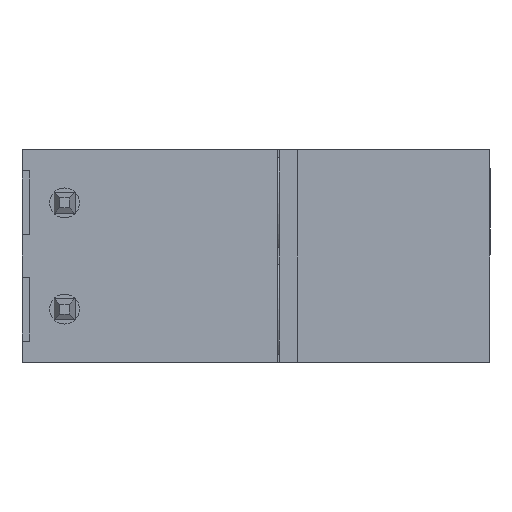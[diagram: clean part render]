
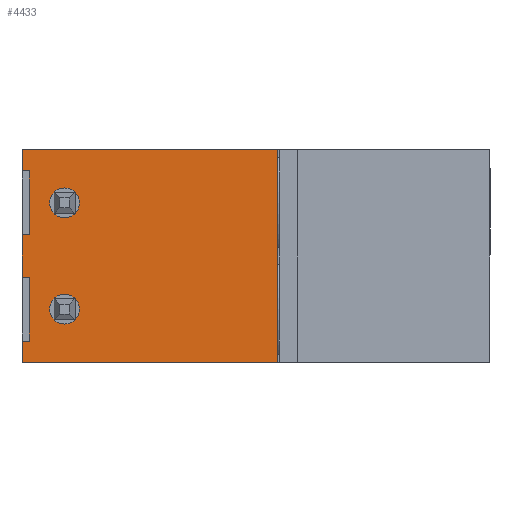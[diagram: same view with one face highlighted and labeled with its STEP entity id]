
A CAD part, front view. The second image highlights one B-rep face of the part: STEP entity #4433.
In plain terms, the highlighted planar face has unit normal (0, -1, 0).
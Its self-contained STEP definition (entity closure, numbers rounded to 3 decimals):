
#19 = CARTESIAN_POINT ( 'NONE',  ( -48.727, -1.34, -4. ) ) ;
#112 = FACE_BOUND ( 'NONE', #7271, .T. ) ;
#122 = AXIS2_PLACEMENT_3D ( 'NONE', #4712, #468, #5425 ) ;
#197 = VERTEX_POINT ( 'NONE', #1820 ) ;
#468 = DIRECTION ( 'NONE',  ( 0., 1., 0. ) ) ;
#488 = DIRECTION ( 'NONE',  ( 1., 0., 0. ) ) ;
#569 = ORIENTED_EDGE ( 'NONE', *, *, #9122, .F. ) ;
#597 = EDGE_CURVE ( 'NONE', #3099, #5902, #1008, .T. ) ;
#605 = EDGE_CURVE ( 'NONE', #5902, #2317, #6448, .T. ) ;
#611 = AXIS2_PLACEMENT_3D ( 'NONE', #3734, #8659, #4450 ) ;
#715 = VECTOR ( 'NONE', #4672, 1000. ) ;
#735 = EDGE_CURVE ( 'NONE', #197, #8808, #8626, .T. ) ;
#796 = VECTOR ( 'NONE', #6334, 1000. ) ;
#1008 = LINE ( 'NONE', #8418, #4559 ) ;
#1016 = CARTESIAN_POINT ( 'NONE',  ( -11.75, -1.34, -2.5 ) ) ;
#1192 = CARTESIAN_POINT ( 'NONE',  ( -11.75, -1.34, -4. ) ) ;
#1231 = CIRCLE ( 'NONE', #611, 0.7 ) ;
#1236 = LINE ( 'NONE', #19, #2894 ) ;
#1276 = LINE ( 'NONE', #2848, #3160 ) ;
#1277 = DIRECTION ( 'NONE',  ( 0., 1., 0. ) ) ;
#1376 = AXIS2_PLACEMENT_3D ( 'NONE', #7873, #3651, #8576 ) ;
#1385 = VECTOR ( 'NONE', #8819, 1000. ) ;
#1390 = VERTEX_POINT ( 'NONE', #2861 ) ;
#1408 = DIRECTION ( 'NONE',  ( 1., 0., 0. ) ) ;
#1431 = ORIENTED_EDGE ( 'NONE', *, *, #7380, .T. ) ;
#1591 = CARTESIAN_POINT ( 'NONE',  ( -12.1, -1.34, -6. ) ) ;
#1632 = ORIENTED_EDGE ( 'NONE', *, *, #8926, .T. ) ;
#1646 = EDGE_CURVE ( 'NONE', #1802, #3244, #3009, .T. ) ;
#1718 = LINE ( 'NONE', #6379, #8338 ) ;
#1772 = CARTESIAN_POINT ( 'NONE',  ( -10.1, -1.34, -6.8 ) ) ;
#1802 = VERTEX_POINT ( 'NONE', #1591 ) ;
#1820 = CARTESIAN_POINT ( 'NONE',  ( -11.75, -1.34, -1. ) ) ;
#1886 = ORIENTED_EDGE ( 'NONE', *, *, #4292, .T. ) ;
#1967 = CARTESIAN_POINT ( 'NONE',  ( -12.1, -1.34, -4. ) ) ;
#2039 = LINE ( 'NONE', #4423, #5602 ) ;
#2055 = ORIENTED_EDGE ( 'NONE', *, *, #7104, .T. ) ;
#2208 = VERTEX_POINT ( 'NONE', #6776 ) ;
#2317 = VERTEX_POINT ( 'NONE', #2726 ) ;
#2335 = VECTOR ( 'NONE', #8231, 1000. ) ;
#2476 = PLANE ( 'NONE',  #8657 ) ;
#2601 = LINE ( 'NONE', #7466, #715 ) ;
#2659 = ORIENTED_EDGE ( 'NONE', *, *, #605, .T. ) ;
#2726 = CARTESIAN_POINT ( 'NONE',  ( -12.1, -1.34, 0. ) ) ;
#2788 = VECTOR ( 'NONE', #488, 1000. ) ;
#2848 = CARTESIAN_POINT ( 'NONE',  ( -48.727, -1.34, -1. ) ) ;
#2861 = CARTESIAN_POINT ( 'NONE',  ( -10.1, -1.34, -8.2 ) ) ;
#2894 = VECTOR ( 'NONE', #4968, 1000. ) ;
#2960 = ORIENTED_EDGE ( 'NONE', *, *, #8153, .T. ) ;
#3009 = LINE ( 'NONE', #7784, #6556 ) ;
#3099 = VERTEX_POINT ( 'NONE', #6128 ) ;
#3160 = VECTOR ( 'NONE', #3573, 1000. ) ;
#3198 = DIRECTION ( 'NONE',  ( 0., 0., -1. ) ) ;
#3244 = VERTEX_POINT ( 'NONE', #5798 ) ;
#3272 = ORIENTED_EDGE ( 'NONE', *, *, #7221, .T. ) ;
#3303 = AXIS2_PLACEMENT_3D ( 'NONE', #5525, #1277, #6229 ) ;
#3535 = DIRECTION ( 'NONE',  ( 0., 0., -1. ) ) ;
#3573 = DIRECTION ( 'NONE',  ( 1., 0., 0. ) ) ;
#3651 = DIRECTION ( 'NONE',  ( 0., 1., 0. ) ) ;
#3652 = VERTEX_POINT ( 'NONE', #1772 ) ;
#3670 = FACE_OUTER_BOUND ( 'NONE', #5852, .T. ) ;
#3734 = CARTESIAN_POINT ( 'NONE',  ( -10.1, -1.34, -2.5 ) ) ;
#3874 = VERTEX_POINT ( 'NONE', #8756 ) ;
#3885 = FACE_BOUND ( 'NONE', #4407, .T. ) ;
#3896 = CARTESIAN_POINT ( 'NONE',  ( -11.75, -1.34, -2.5 ) ) ;
#3916 = CIRCLE ( 'NONE', #122, 0.7 ) ;
#4023 = CARTESIAN_POINT ( 'NONE',  ( -48.727, -1.34, -9. ) ) ;
#4053 = CARTESIAN_POINT ( 'NONE',  ( -12.1, -1.34, -10. ) ) ;
#4096 = VERTEX_POINT ( 'NONE', #4053 ) ;
#4292 = EDGE_CURVE ( 'NONE', #4472, #3874, #1231, .T. ) ;
#4407 = EDGE_LOOP ( 'NONE', ( #4446, #2960 ) ) ;
#4423 = CARTESIAN_POINT ( 'NONE',  ( -12.1, -1.34, -2.5 ) ) ;
#4433 = ADVANCED_FACE ( 'NONE', ( #3670, #3885, #112 ), #2476, .T. ) ;
#4446 = ORIENTED_EDGE ( 'NONE', *, *, #8453, .T. ) ;
#4450 = DIRECTION ( 'NONE',  ( 0., 0., -1. ) ) ;
#4472 = VERTEX_POINT ( 'NONE', #6781 ) ;
#4559 = VECTOR ( 'NONE', #9100, 1000. ) ;
#4672 = DIRECTION ( 'NONE',  ( 0., 0., 1. ) ) ;
#4712 = CARTESIAN_POINT ( 'NONE',  ( -10.1, -1.34, -7.5 ) ) ;
#4840 = VERTEX_POINT ( 'NONE', #5736 ) ;
#4968 = DIRECTION ( 'NONE',  ( 1., 0., 0. ) ) ;
#5150 = LINE ( 'NONE', #3896, #1385 ) ;
#5408 = CIRCLE ( 'NONE', #3303, 0.7 ) ;
#5425 = DIRECTION ( 'NONE',  ( 0., 0., -1. ) ) ;
#5525 = CARTESIAN_POINT ( 'NONE',  ( -10.1, -1.34, -2.5 ) ) ;
#5602 = VECTOR ( 'NONE', #7228, 1000. ) ;
#5736 = CARTESIAN_POINT ( 'NONE',  ( -12.1, -1.34, -9. ) ) ;
#5798 = CARTESIAN_POINT ( 'NONE',  ( -11.75, -1.34, -6. ) ) ;
#5852 = EDGE_LOOP ( 'NONE', ( #8740, #1632, #8076, #2659, #3272, #8753, #7385, #569, #2055, #7920, #1431, #6815 ) ) ;
#5902 = VERTEX_POINT ( 'NONE', #6173 ) ;
#5940 = EDGE_CURVE ( 'NONE', #3874, #4472, #5408, .T. ) ;
#5985 = CARTESIAN_POINT ( 'NONE',  ( -10.6, -1.34, -2.5 ) ) ;
#6116 = LINE ( 'NONE', #4023, #2335 ) ;
#6128 = CARTESIAN_POINT ( 'NONE',  ( -0.1, -1.34, -10. ) ) ;
#6173 = CARTESIAN_POINT ( 'NONE',  ( -0.1, -1.34, 0. ) ) ;
#6229 = DIRECTION ( 'NONE',  ( 0., 0., -1. ) ) ;
#6256 = VERTEX_POINT ( 'NONE', #7768 ) ;
#6334 = DIRECTION ( 'NONE',  ( -1., 0., 0. ) ) ;
#6379 = CARTESIAN_POINT ( 'NONE',  ( -12.1, -1.34, -2.5 ) ) ;
#6448 = LINE ( 'NONE', #7030, #796 ) ;
#6556 = VECTOR ( 'NONE', #1408, 1000. ) ;
#6759 = VECTOR ( 'NONE', #7372, 1000. ) ;
#6766 = LINE ( 'NONE', #8950, #2788 ) ;
#6776 = CARTESIAN_POINT ( 'NONE',  ( -11.75, -1.34, -9. ) ) ;
#6781 = CARTESIAN_POINT ( 'NONE',  ( -10.1, -1.34, -3.2 ) ) ;
#6815 = ORIENTED_EDGE ( 'NONE', *, *, #8744, .F. ) ;
#7030 = CARTESIAN_POINT ( 'NONE',  ( -10.6, -1.34, 0. ) ) ;
#7096 = EDGE_CURVE ( 'NONE', #6256, #197, #1276, .T. ) ;
#7104 = EDGE_CURVE ( 'NONE', #8987, #1802, #1718, .T. ) ;
#7111 = CIRCLE ( 'NONE', #1376, 0.7 ) ;
#7221 = EDGE_CURVE ( 'NONE', #2317, #6256, #2039, .T. ) ;
#7228 = DIRECTION ( 'NONE',  ( 0., 0., -1. ) ) ;
#7271 = EDGE_LOOP ( 'NONE', ( #1886, #7501 ) ) ;
#7372 = DIRECTION ( 'NONE',  ( 0., 0., -1. ) ) ;
#7380 = EDGE_CURVE ( 'NONE', #3244, #2208, #5150, .T. ) ;
#7385 = ORIENTED_EDGE ( 'NONE', *, *, #735, .T. ) ;
#7425 = DIRECTION ( 'NONE',  ( 0., -1., 0. ) ) ;
#7444 = EDGE_CURVE ( 'NONE', #4096, #4840, #2601, .T. ) ;
#7466 = CARTESIAN_POINT ( 'NONE',  ( -12.1, -1.34, -2.5 ) ) ;
#7501 = ORIENTED_EDGE ( 'NONE', *, *, #5940, .T. ) ;
#7768 = CARTESIAN_POINT ( 'NONE',  ( -12.1, -1.34, -1. ) ) ;
#7784 = CARTESIAN_POINT ( 'NONE',  ( -48.727, -1.34, -6. ) ) ;
#7873 = CARTESIAN_POINT ( 'NONE',  ( -10.1, -1.34, -7.5 ) ) ;
#7920 = ORIENTED_EDGE ( 'NONE', *, *, #1646, .T. ) ;
#8076 = ORIENTED_EDGE ( 'NONE', *, *, #597, .T. ) ;
#8153 = EDGE_CURVE ( 'NONE', #3652, #1390, #3916, .T. ) ;
#8231 = DIRECTION ( 'NONE',  ( 1., 0., 0. ) ) ;
#8338 = VECTOR ( 'NONE', #3535, 1000. ) ;
#8418 = CARTESIAN_POINT ( 'NONE',  ( -0.1, -1.34, -2.5 ) ) ;
#8453 = EDGE_CURVE ( 'NONE', #1390, #3652, #7111, .T. ) ;
#8576 = DIRECTION ( 'NONE',  ( 0., 0., -1. ) ) ;
#8626 = LINE ( 'NONE', #1016, #6759 ) ;
#8657 = AXIS2_PLACEMENT_3D ( 'NONE', #5985, #7425, #3198 ) ;
#8659 = DIRECTION ( 'NONE',  ( 0., 1., 0. ) ) ;
#8740 = ORIENTED_EDGE ( 'NONE', *, *, #7444, .F. ) ;
#8744 = EDGE_CURVE ( 'NONE', #4840, #2208, #6116, .T. ) ;
#8753 = ORIENTED_EDGE ( 'NONE', *, *, #7096, .T. ) ;
#8756 = CARTESIAN_POINT ( 'NONE',  ( -10.1, -1.34, -1.8 ) ) ;
#8808 = VERTEX_POINT ( 'NONE', #1192 ) ;
#8819 = DIRECTION ( 'NONE',  ( 0., 0., -1. ) ) ;
#8926 = EDGE_CURVE ( 'NONE', #4096, #3099, #6766, .T. ) ;
#8950 = CARTESIAN_POINT ( 'NONE',  ( -10.6, -1.34, -10. ) ) ;
#8987 = VERTEX_POINT ( 'NONE', #1967 ) ;
#9100 = DIRECTION ( 'NONE',  ( 0., 0., 1. ) ) ;
#9122 = EDGE_CURVE ( 'NONE', #8987, #8808, #1236, .T. ) ;
